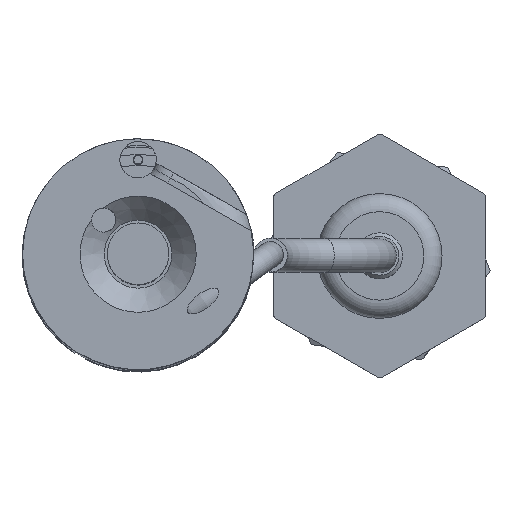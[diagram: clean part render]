
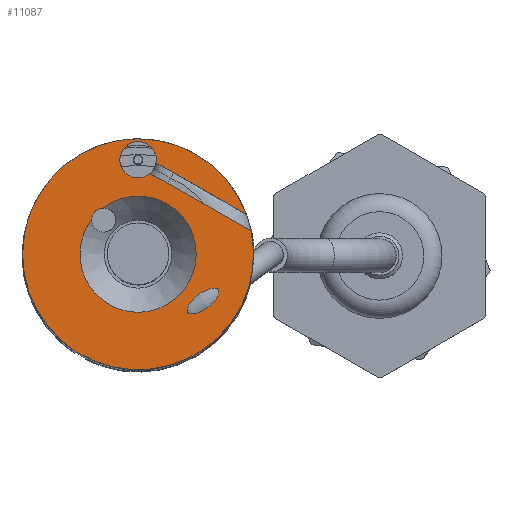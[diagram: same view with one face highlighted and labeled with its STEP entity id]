
A CAD part, top view. The second image highlights one B-rep face of the part: STEP entity #11087.
In plain terms, the highlighted planar face has unit normal (0, 0, 1).
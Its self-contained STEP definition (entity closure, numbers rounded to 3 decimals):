
#611=B_SPLINE_CURVE_WITH_KNOTS('',3,(#41942,#41943,#41944,#41945,#41946,
#41947,#41948,#41949,#41950,#41951,#41952,#41953,#41954,#41955,#41956,#41957,
#41958,#41959,#41960,#41961,#41962,#41963,#41964,#41965,#41966,#41967,#41968,
#41969,#41970,#41971,#41972,#41973,#41974,#41975),.UNSPECIFIED.,.T.,.F.,
(4,2,2,2,2,2,2,2,2,2,2,2,2,2,2,2,4),(-0.684,-0.57,
-0.542,-0.525,-0.513,-0.501,
-0.484,-0.455,-0.342,-0.229,
-0.2,-0.183,-0.171,-0.159,
-0.142,-0.113,0.),.UNSPECIFIED.);
#1476=LINE('',#41931,#2280);
#1478=LINE('',#41935,#2282);
#2280=VECTOR('',#15193,10.);
#2282=VECTOR('',#15197,10.);
#2615=FACE_BOUND('',#3929,.T.);
#2616=FACE_BOUND('',#3930,.T.);
#3192=FACE_OUTER_BOUND('',#3928,.T.);
#3928=EDGE_LOOP('',(#9900,#9901,#9902,#9903,#9904,#9905));
#3929=EDGE_LOOP('',(#9906));
#3930=EDGE_LOOP('',(#9907,#9908,#9909));
#4368=CIRCLE('',#12452,1.5);
#4369=CIRCLE('',#12453,1.5);
#4372=CIRCLE('',#12461,9.525);
#4373=CIRCLE('',#12462,9.525);
#4374=CIRCLE('',#12463,4.794);
#4375=CIRCLE('',#12464,1.);
#4376=CIRCLE('',#12465,4.794);
#5389=VERTEX_POINT('',#41886);
#5390=VERTEX_POINT('',#41888);
#5391=VERTEX_POINT('',#41891);
#5395=VERTEX_POINT('',#41930);
#5396=VERTEX_POINT('',#41934);
#5397=VERTEX_POINT('',#41938);
#5398=VERTEX_POINT('',#41941);
#5399=VERTEX_POINT('',#41976);
#5400=VERTEX_POINT('',#41977);
#5401=VERTEX_POINT('',#41979);
#6902=EDGE_CURVE('',#5390,#5389,#4368,.T.);
#6905=EDGE_CURVE('',#5389,#5391,#4369,.T.);
#6911=EDGE_CURVE('',#5391,#5395,#1476,.T.);
#6913=EDGE_CURVE('',#5396,#5390,#1478,.T.);
#6915=EDGE_CURVE('',#5397,#5395,#4372,.T.);
#6916=EDGE_CURVE('',#5396,#5397,#4373,.T.);
#6917=EDGE_CURVE('',#5398,#5398,#611,.T.);
#6918=EDGE_CURVE('',#5399,#5400,#4374,.T.);
#6919=EDGE_CURVE('',#5399,#5401,#4375,.T.);
#6920=EDGE_CURVE('',#5400,#5401,#4376,.T.);
#9900=ORIENTED_EDGE('',*,*,#6913,.T.);
#9901=ORIENTED_EDGE('',*,*,#6902,.T.);
#9902=ORIENTED_EDGE('',*,*,#6905,.T.);
#9903=ORIENTED_EDGE('',*,*,#6911,.T.);
#9904=ORIENTED_EDGE('',*,*,#6915,.F.);
#9905=ORIENTED_EDGE('',*,*,#6916,.F.);
#9906=ORIENTED_EDGE('',*,*,#6917,.T.);
#9907=ORIENTED_EDGE('',*,*,#6918,.F.);
#9908=ORIENTED_EDGE('',*,*,#6919,.T.);
#9909=ORIENTED_EDGE('',*,*,#6920,.F.);
#10497=PLANE('',#12460);
#11087=ADVANCED_FACE('',(#3192,#2615,#2616),#10497,.T.);
#12452=AXIS2_PLACEMENT_3D('',#41889,#15176,#15177);
#12453=AXIS2_PLACEMENT_3D('',#41893,#15180,#15181);
#12460=AXIS2_PLACEMENT_3D('',#41937,#15199,#15200);
#12461=AXIS2_PLACEMENT_3D('',#41939,#15201,#15202);
#12462=AXIS2_PLACEMENT_3D('',#41940,#15203,#15204);
#12463=AXIS2_PLACEMENT_3D('',#41978,#15205,#15206);
#12464=AXIS2_PLACEMENT_3D('',#41980,#15207,#15208);
#12465=AXIS2_PLACEMENT_3D('',#41981,#15209,#15210);
#15176=DIRECTION('center_axis',(0.,0.,-1.));
#15177=DIRECTION('ref_axis',(-1.,0.,0.));
#15180=DIRECTION('center_axis',(0.,0.,-1.));
#15181=DIRECTION('ref_axis',(-1.,0.,0.));
#15193=DIRECTION('',(0.869,-0.495,0.));
#15197=DIRECTION('',(-0.869,0.495,0.));
#15199=DIRECTION('center_axis',(0.,0.,1.));
#15200=DIRECTION('ref_axis',(1.,0.,0.));
#15201=DIRECTION('center_axis',(0.,0.,-1.));
#15202=DIRECTION('ref_axis',(1.,0.,0.));
#15203=DIRECTION('center_axis',(0.,0.,-1.));
#15204=DIRECTION('ref_axis',(1.,0.,0.));
#15205=DIRECTION('center_axis',(0.,0.,1.));
#15206=DIRECTION('ref_axis',(-1.,0.,0.));
#15207=DIRECTION('center_axis',(0.,0.,-1.));
#15208=DIRECTION('ref_axis',(-1.,0.,0.));
#15209=DIRECTION('center_axis',(0.,0.,1.));
#15210=DIRECTION('ref_axis',(-1.,0.,0.));
#41886=CARTESIAN_POINT('',(1.5,7.8,8.));
#41888=CARTESIAN_POINT('',(0.981,6.665,8.));
#41889=CARTESIAN_POINT('Origin',(0.,7.8,8.));
#41891=CARTESIAN_POINT('',(1.476,7.534,8.));
#41893=CARTESIAN_POINT('Origin',(0.,7.8,8.));
#41930=CARTESIAN_POINT('',(8.942,3.28,8.));
#41931=CARTESIAN_POINT('',(2.31,7.059,8.));
#41934=CARTESIAN_POINT('',(9.332,1.907,8.));
#41935=CARTESIAN_POINT('',(5.991,3.811,8.));
#41937=CARTESIAN_POINT('Origin',(0.76,2.399,8.));
#41938=CARTESIAN_POINT('',(-9.525,0.,8.));
#41939=CARTESIAN_POINT('Origin',(0.,0.,8.));
#41940=CARTESIAN_POINT('Origin',(0.,0.,8.));
#41941=CARTESIAN_POINT('',(5.746,-4.39,8.));
#41942=CARTESIAN_POINT('Ctrl Pts',(5.746,-4.39,8.));
#41943=CARTESIAN_POINT('Ctrl Pts',(5.441,-4.614,8.));
#41944=CARTESIAN_POINT('Ctrl Pts',(5.047,-4.836,8.));
#41945=CARTESIAN_POINT('Ctrl Pts',(4.581,-4.925,8.));
#41946=CARTESIAN_POINT('Ctrl Pts',(4.467,-4.934,8.));
#41947=CARTESIAN_POINT('Ctrl Pts',(4.317,-4.914,8.));
#41948=CARTESIAN_POINT('Ctrl Pts',(4.252,-4.896,8.));
#41949=CARTESIAN_POINT('Ctrl Pts',(4.169,-4.848,8.));
#41950=CARTESIAN_POINT('Ctrl Pts',(4.132,-4.816,8.));
#41951=CARTESIAN_POINT('Ctrl Pts',(4.083,-4.751,8.));
#41952=CARTESIAN_POINT('Ctrl Pts',(4.064,-4.706,8.));
#41953=CARTESIAN_POINT('Ctrl Pts',(4.044,-4.612,8.));
#41954=CARTESIAN_POINT('Ctrl Pts',(4.046,-4.545,8.));
#41955=CARTESIAN_POINT('Ctrl Pts',(4.071,-4.396,8.));
#41956=CARTESIAN_POINT('Ctrl Pts',(4.115,-4.289,8.));
#41957=CARTESIAN_POINT('Ctrl Pts',(4.339,-3.872,8.));
#41958=CARTESIAN_POINT('Ctrl Pts',(4.669,-3.562,8.));
#41959=CARTESIAN_POINT('Ctrl Pts',(5.278,-3.115,8.));
#41960=CARTESIAN_POINT('Ctrl Pts',(5.672,-2.893,8.));
#41961=CARTESIAN_POINT('Ctrl Pts',(6.138,-2.804,8.));
#41962=CARTESIAN_POINT('Ctrl Pts',(6.252,-2.794,8.));
#41963=CARTESIAN_POINT('Ctrl Pts',(6.402,-2.815,8.));
#41964=CARTESIAN_POINT('Ctrl Pts',(6.467,-2.833,8.));
#41965=CARTESIAN_POINT('Ctrl Pts',(6.55,-2.88,8.));
#41966=CARTESIAN_POINT('Ctrl Pts',(6.587,-2.912,8.));
#41967=CARTESIAN_POINT('Ctrl Pts',(6.636,-2.978,8.));
#41968=CARTESIAN_POINT('Ctrl Pts',(6.655,-3.023,8.));
#41969=CARTESIAN_POINT('Ctrl Pts',(6.675,-3.117,8.));
#41970=CARTESIAN_POINT('Ctrl Pts',(6.673,-3.183,8.));
#41971=CARTESIAN_POINT('Ctrl Pts',(6.648,-3.333,8.));
#41972=CARTESIAN_POINT('Ctrl Pts',(6.604,-3.439,8.));
#41973=CARTESIAN_POINT('Ctrl Pts',(6.38,-3.856,8.));
#41974=CARTESIAN_POINT('Ctrl Pts',(6.05,-4.167,8.));
#41975=CARTESIAN_POINT('Ctrl Pts',(5.746,-4.39,8.));
#41976=CARTESIAN_POINT('',(-3.827,2.888,8.));
#41977=CARTESIAN_POINT('',(4.794,0.,8.));
#41978=CARTESIAN_POINT('Origin',(0.,0.,8.));
#41979=CARTESIAN_POINT('',(-2.888,3.827,8.));
#41980=CARTESIAN_POINT('Origin',(-2.828,2.828,8.));
#41981=CARTESIAN_POINT('Origin',(0.,0.,8.));
